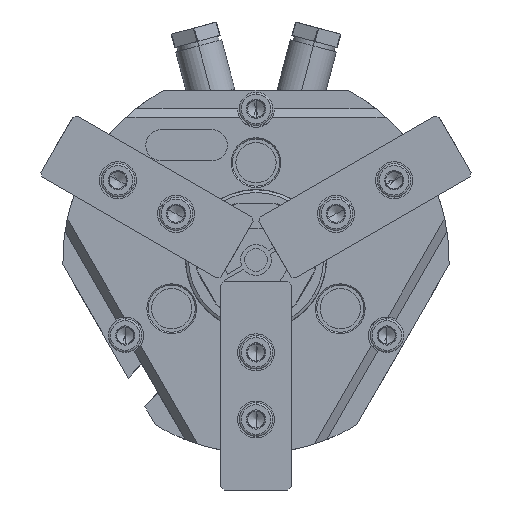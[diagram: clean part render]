
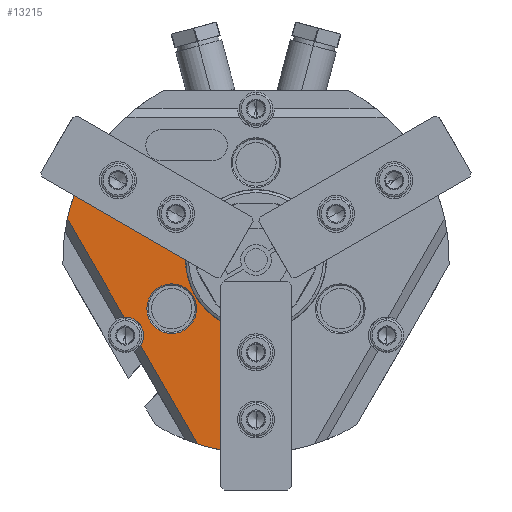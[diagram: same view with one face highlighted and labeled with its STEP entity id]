
A CAD part, front view. The second image highlights one B-rep face of the part: STEP entity #13215.
In plain terms, the highlighted face is planar.
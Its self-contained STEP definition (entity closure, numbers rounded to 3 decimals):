
#4283=CARTESIAN_POINT('',(0.,52.,0.));
#4284=DIRECTION('',(0.,1.,0.));
#4285=DIRECTION('',(-0.303,0.,0.953));
#4286=AXIS2_PLACEMENT_3D('',#4283,#4284,#4285);
#4307=CARTESIAN_POINT('',(0.,52.,0.));
#4308=DIRECTION('',(0.,1.,0.));
#4309=DIRECTION('',(-0.935,0.,-0.354));
#4310=AXIS2_PLACEMENT_3D('',#4307,#4308,#4309);
#5022=CARTESIAN_POINT('',(0.,52.,0.));
#5023=DIRECTION('',(0.,-1.,0.));
#5024=DIRECTION('',(-0.44,0.,0.898));
#5025=AXIS2_PLACEMENT_3D('',#5022,#5023,#5024);
#5084=DIRECTION('',(0.866,0.,0.5));
#5085=VECTOR('',#5084,37.898);
#5086=CARTESIAN_POINT('',(-53.773,52.,-20.365));
#5087=LINE('',#5086,#5085);
#5091=DIRECTION('',(0.,0.,-1.));
#5092=VECTOR('',#5091,37.898);
#5093=CARTESIAN_POINT('',(-9.25,52.,56.751));
#5094=LINE('',#5093,#5092);
#9742=CARTESIAN_POINT('',(-38.97,52.,22.5));
#9743=DIRECTION('',(0.,-1.,0.));
#9744=DIRECTION('',(-0.052,0.,-0.999));
#9745=AXIS2_PLACEMENT_3D('',#9742,#9743,#9744);
#9792=DIRECTION('',(-0.5,0.,-0.866));
#9793=VECTOR('',#9792,33.829);
#9794=CARTESIAN_POINT('',(-17.442,52.,54.791));
#9795=LINE('',#9794,#9793);
#9799=CARTESIAN_POINT('',(-17.442,52.,54.791));
#9831=CARTESIAN_POINT('',(-56.171,52.,-12.29));
#9841=DIRECTION('',(-0.5,0.,-0.866));
#9842=VECTOR('',#9841,33.83);
#9843=CARTESIAN_POINT('',(-39.256,52.,17.007));
#9844=LINE('',#9843,#9842);
#9942=CARTESIAN_POINT('',(-25.11,52.,14.5));
#9943=DIRECTION('',(0.,-1.,0.));
#9944=DIRECTION('',(1.,0.,0.));
#9945=AXIS2_PLACEMENT_3D('',#9942,#9943,#9944);
#9972=CARTESIAN_POINT('',(-25.11,52.,14.5));
#9973=DIRECTION('',(0.,-1.,0.));
#9974=DIRECTION('',(-1.,0.,0.));
#9975=AXIS2_PLACEMENT_3D('',#9972,#9973,#9974);
#11417=CARTESIAN_POINT('',(-9.25,52.,18.853));
#11418=CARTESIAN_POINT('',(-20.952,52.,-1.416));
#11419=VERTEX_POINT('',#11417);
#11420=VERTEX_POINT('',#11418);
#11527=CARTESIAN_POINT('',(-39.256,52.,17.007));
#11528=CARTESIAN_POINT('',(-34.356,52.,25.494));
#11529=VERTEX_POINT('',#11527);
#11530=VERTEX_POINT('',#11528);
#11617=CARTESIAN_POINT('',(-32.51,52.,14.5));
#11618=CARTESIAN_POINT('',(-17.71,52.,14.5));
#11619=VERTEX_POINT('',#11617);
#11620=VERTEX_POINT('',#11618);
#11811=CARTESIAN_POINT('',(-53.773,52.,-20.365));
#11812=VERTEX_POINT('',#11811);
#11813=CARTESIAN_POINT('',(-9.25,52.,56.751));
#11814=VERTEX_POINT('',#11813);
#12011=VERTEX_POINT('',#9799);
#12013=VERTEX_POINT('',#9831);
#13190=CARTESIAN_POINT('',(0.,52.,0.));
#13191=DIRECTION('',(0.,-1.,0.));
#13192=DIRECTION('',(-1.,0.,0.));
#13193=AXIS2_PLACEMENT_3D('',#13190,#13191,#13192);
#13194=PLANE('',#13193);
#13196=ORIENTED_EDGE('',*,*,#13195,.F.);
#13198=ORIENTED_EDGE('',*,*,#13197,.T.);
#13199=ORIENTED_EDGE('',*,*,#12572,.F.);
#13201=ORIENTED_EDGE('',*,*,#13200,.T.);
#13202=ORIENTED_EDGE('',*,*,#13144,.F.);
#13203=ORIENTED_EDGE('',*,*,#12986,.F.);
#13204=ORIENTED_EDGE('',*,*,#12528,.F.);
#13206=ORIENTED_EDGE('',*,*,#13205,.T.);
#13207=EDGE_LOOP('',(#13196,#13198,#13199,#13201,#13202,#13203,#13204,#13206));
#13208=FACE_OUTER_BOUND('',#13207,.F.);
#13210=ORIENTED_EDGE('',*,*,#13209,.F.);
#13212=ORIENTED_EDGE('',*,*,#13211,.F.);
#13213=EDGE_LOOP('',(#13210,#13212));
#13214=FACE_BOUND('',#13213,.F.);
#13215=ADVANCED_FACE('',(#13208,#13214),#13194,.F.);
#4287=CIRCLE('',#4286,57.5);
#4311=CIRCLE('',#4310,57.5);
#5026=CIRCLE('',#5025,21.);
#9746=CIRCLE('',#9745,5.5);
#9946=CIRCLE('',#9945,7.4);
#9976=CIRCLE('',#9975,7.4);
#12528=EDGE_CURVE('',#12011,#11814,#4287,.T.);
#12572=EDGE_CURVE('',#11812,#12013,#4311,.T.);
#12986=EDGE_CURVE('',#11814,#11419,#5094,.T.);
#13144=EDGE_CURVE('',#11419,#11420,#5026,.T.);
#13195=EDGE_CURVE('',#11529,#11530,#9746,.T.);
#13197=EDGE_CURVE('',#11529,#12013,#9844,.T.);
#13200=EDGE_CURVE('',#11812,#11420,#5087,.T.);
#13205=EDGE_CURVE('',#12011,#11530,#9795,.T.);
#13209=EDGE_CURVE('',#11620,#11619,#9946,.T.);
#13211=EDGE_CURVE('',#11619,#11620,#9976,.T.);
